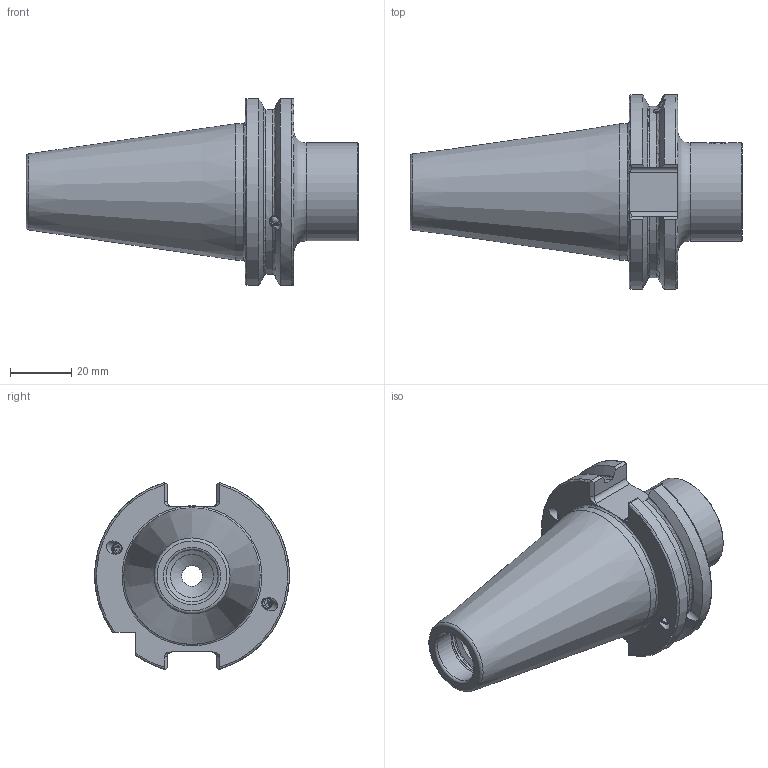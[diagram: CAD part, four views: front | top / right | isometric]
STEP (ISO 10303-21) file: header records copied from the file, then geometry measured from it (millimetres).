
FILE_DESCRIPTION (( 'STEP AP214' ), '1' );
FILE_NAME ('SB4.ST3.K01.040.STEP', '2020-04-15T12:06:17', ( '' ), ( '' ), 'SwSTEP 2.0', 'SolidWorks 2017', '' );
FILE_SCHEMA (( 'AUTOMOTIVE_DESIGN' ));
Length unit declared in the file: millimetre
Products named in the file (5): SB4-ST3.K01.040_C_mit Bundk”lung; ST3-ER1.001.008_A; KVT_MB_600_040; SB4.ST3.K01.040; ISO 4026 - M4 x 4_PreviewCfg
Assembly tree (6 placements, depth 2):
  SB4.ST3.K01.040
    SB4-ST3.K01.040_C_mit Bundk”lung
    ST3-ER1.001.008_A
    KVT_MB_600_040  x2
    ISO 4026 - M4 x 4_PreviewCfg  x2
Bounding box: 108.25 x 63.5 x 60.94 mm (x, y, z)
Volume: 115424.2 mm3; surface area: 23906.2 mm2
Topology: 8 solids, 8 shells, 206 faces, 525 edges, 327 vertices
Faces by surface type: plane 78, cylinder 50, cone 50, torus 24, bspline 2, sphere 2
Full cylindrical faces by diameter (mm): 3 x3, 3.3 x4, 4 x8, 4.2 x2, 5.25 x1, 6 x1, 6.8 x1, 14 x1, 17 x1, 17.45 x1, 18 x1, 19 x1, 32 x1, 44.45 x1
Entity records: 5983 total; most frequent: CARTESIAN_POINT 1852, ORIENTED_EDGE 760, DIRECTION 757, EDGE_CURVE 380, AXIS2_PLACEMENT_3D 307, VERTEX_POINT 271, EDGE_LOOP 251, FACE_OUTER_BOUND 207
